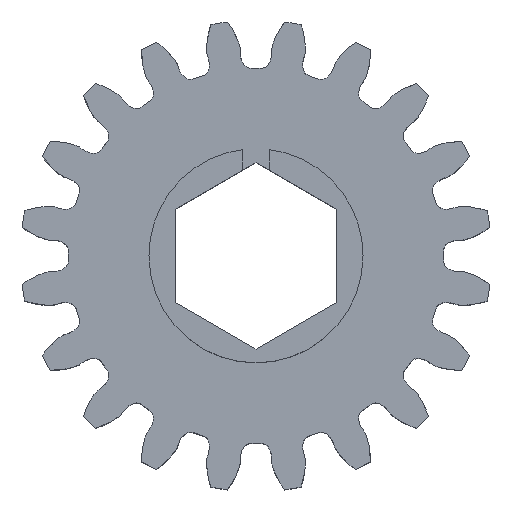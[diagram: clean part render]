
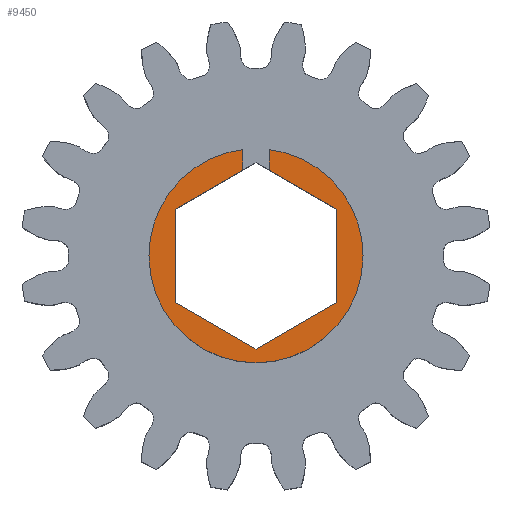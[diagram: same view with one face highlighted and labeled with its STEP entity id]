
A CAD part, top view. The second image highlights one B-rep face of the part: STEP entity #9450.
In plain terms, the highlighted planar face has unit normal (0, 0, 1).
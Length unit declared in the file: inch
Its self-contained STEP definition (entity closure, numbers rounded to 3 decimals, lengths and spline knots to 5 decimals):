
#136 = CARTESIAN_POINT ( 'NONE',  ( 0.1885, -0.10883, 0.249 ) ) ;
#183 = ORIENTED_EDGE ( 'NONE', *, *, #5731, .F. ) ;
#481 = DIRECTION ( 'NONE',  ( 0., 0., -1. ) ) ;
#608 = LINE ( 'NONE', #5551, #2654 ) ;
#645 = VECTOR ( 'NONE', #10501, 39.37008 ) ;
#799 = CIRCLE ( 'NONE', #10535, 0.25 ) ;
#1025 = DIRECTION ( 'NONE',  ( -1., 0., 0. ) ) ;
#1079 = DIRECTION ( 'NONE',  ( 0., 0., -1. ) ) ;
#1179 = VERTEX_POINT ( 'NONE', #1279 ) ;
#1279 = CARTESIAN_POINT ( 'NONE',  ( 0.1885, -0.10883, 0.249 ) ) ;
#1396 = VERTEX_POINT ( 'NONE', #5880 ) ;
#1685 = EDGE_LOOP ( 'NONE', ( #4492, #3228, #3081, #2584, #183, #9874, #10360, #2574, #1827, #7311, #9046 ) ) ;
#1827 = ORIENTED_EDGE ( 'NONE', *, *, #8182, .F. ) ;
#1951 = DIRECTION ( 'NONE',  ( 0., -1., 0. ) ) ;
#2212 = CIRCLE ( 'NONE', #7763, 0.25 ) ;
#2294 = LINE ( 'NONE', #3060, #5438 ) ;
#2453 = LINE ( 'NONE', #4083, #2549 ) ;
#2461 = DIRECTION ( 'NONE',  ( 0., 0., -1. ) ) ;
#2549 = VECTOR ( 'NONE', #4187, 39.37008 ) ;
#2574 = ORIENTED_EDGE ( 'NONE', *, *, #4190, .F. ) ;
#2584 = ORIENTED_EDGE ( 'NONE', *, *, #9491, .F. ) ;
#2597 = EDGE_CURVE ( 'NONE', #8223, #8632, #799, .T. ) ;
#2654 = VECTOR ( 'NONE', #3110, 39.37008 ) ;
#2918 = CARTESIAN_POINT ( 'NONE',  ( -0.1885, 0.10883, 0.249 ) ) ;
#2954 = LINE ( 'NONE', #6272, #6313 ) ;
#3032 = CARTESIAN_POINT ( 'NONE',  ( 0., -0.21766, 0.249 ) ) ;
#3060 = CARTESIAN_POINT ( 'NONE',  ( -0.1885, 0.10883, 0.249 ) ) ;
#3081 = ORIENTED_EDGE ( 'NONE', *, *, #2597, .F. ) ;
#3110 = DIRECTION ( 'NONE',  ( 0.866, -0.5, 0. ) ) ;
#3228 = ORIENTED_EDGE ( 'NONE', *, *, #6267, .F. ) ;
#3306 = CARTESIAN_POINT ( 'NONE',  ( -0.03125, 0.19962, 0.249 ) ) ;
#3463 = CARTESIAN_POINT ( 'NONE',  ( -0.25, 0., 0.249 ) ) ;
#3825 = DIRECTION ( 'NONE',  ( -0.866, -0.5, 0. ) ) ;
#3848 = LINE ( 'NONE', #8839, #9840 ) ;
#3990 = CARTESIAN_POINT ( 'NONE',  ( 0., 0., 0.249 ) ) ;
#4083 = CARTESIAN_POINT ( 'NONE',  ( 0.03125, 0.12378, 0.249 ) ) ;
#4160 = LINE ( 'NONE', #136, #8967 ) ;
#4172 = FACE_OUTER_BOUND ( 'NONE', #1685, .T. ) ;
#4187 = DIRECTION ( 'NONE',  ( 0., 1., 0. ) ) ;
#4190 = EDGE_CURVE ( 'NONE', #8833, #1179, #3848, .T. ) ;
#4492 = ORIENTED_EDGE ( 'NONE', *, *, #8367, .F. ) ;
#4650 = VERTEX_POINT ( 'NONE', #3306 ) ;
#4740 = DIRECTION ( 'NONE',  ( 0., -1., 0. ) ) ;
#4950 = EDGE_CURVE ( 'NONE', #1396, #7051, #6218, .T. ) ;
#5040 = CARTESIAN_POINT ( 'NONE',  ( 0., 0., 0.249 ) ) ;
#5201 = EDGE_CURVE ( 'NONE', #1179, #1396, #4160, .T. ) ;
#5438 = VECTOR ( 'NONE', #4740, 39.37008 ) ;
#5502 = CARTESIAN_POINT ( 'NONE',  ( 0.1885, 0.10883, 0.249 ) ) ;
#5551 = CARTESIAN_POINT ( 'NONE',  ( -0.1885, -0.10883, 0.249 ) ) ;
#5731 = EDGE_CURVE ( 'NONE', #7051, #7913, #2453, .T. ) ;
#5807 = CARTESIAN_POINT ( 'NONE',  ( 0., 0., 0.249 ) ) ;
#5880 = CARTESIAN_POINT ( 'NONE',  ( 0.1885, 0.10883, 0.249 ) ) ;
#5963 = CIRCLE ( 'NONE', #7350, 0.25 ) ;
#6019 = CARTESIAN_POINT ( 'NONE',  ( 0.03125, 0.24804, 0.249 ) ) ;
#6218 = LINE ( 'NONE', #5502, #645 ) ;
#6223 = CARTESIAN_POINT ( 'NONE',  ( -0.03125, 0.24804, 0.249 ) ) ;
#6253 = VERTEX_POINT ( 'NONE', #7766 ) ;
#6267 = EDGE_CURVE ( 'NONE', #8632, #7483, #2212, .T. ) ;
#6272 = CARTESIAN_POINT ( 'NONE',  ( 0., 0.21766, 0.249 ) ) ;
#6313 = VECTOR ( 'NONE', #3825, 39.37008 ) ;
#6763 = VERTEX_POINT ( 'NONE', #2918 ) ;
#7010 = AXIS2_PLACEMENT_3D ( 'NONE', #5807, #10035, #7492 ) ;
#7051 = VERTEX_POINT ( 'NONE', #10167 ) ;
#7116 = DIRECTION ( 'NONE',  ( -1., 0., 0. ) ) ;
#7311 = ORIENTED_EDGE ( 'NONE', *, *, #10447, .F. ) ;
#7350 = AXIS2_PLACEMENT_3D ( 'NONE', #8137, #481, #7116 ) ;
#7483 = VERTEX_POINT ( 'NONE', #6223 ) ;
#7492 = DIRECTION ( 'NONE',  ( 1., 0., 0. ) ) ;
#7714 = CARTESIAN_POINT ( 'NONE',  ( -0.03125, 0.12378, 0.249 ) ) ;
#7763 = AXIS2_PLACEMENT_3D ( 'NONE', #5040, #1079, #1025 ) ;
#7766 = CARTESIAN_POINT ( 'NONE',  ( -0.1885, -0.10883, 0.249 ) ) ;
#7913 = VERTEX_POINT ( 'NONE', #6019 ) ;
#7979 = DIRECTION ( 'NONE',  ( 0.866, 0.5, 0. ) ) ;
#8137 = CARTESIAN_POINT ( 'NONE',  ( 0., 0., 0.249 ) ) ;
#8182 = EDGE_CURVE ( 'NONE', #6253, #8833, #608, .T. ) ;
#8223 = VERTEX_POINT ( 'NONE', #10498 ) ;
#8367 = EDGE_CURVE ( 'NONE', #7483, #4650, #9455, .T. ) ;
#8462 = PLANE ( 'NONE',  #7010 ) ;
#8632 = VERTEX_POINT ( 'NONE', #3463 ) ;
#8833 = VERTEX_POINT ( 'NONE', #3032 ) ;
#8839 = CARTESIAN_POINT ( 'NONE',  ( 0., -0.21766, 0.249 ) ) ;
#8967 = VECTOR ( 'NONE', #9103, 39.37008 ) ;
#9046 = ORIENTED_EDGE ( 'NONE', *, *, #10386, .F. ) ;
#9103 = DIRECTION ( 'NONE',  ( 0., 1., 0. ) ) ;
#9140 = DIRECTION ( 'NONE',  ( -1., 0., 0. ) ) ;
#9431 = VECTOR ( 'NONE', #1951, 39.37008 ) ;
#9450 = ADVANCED_FACE ( 'NONE', ( #4172 ), #8462, .T. ) ;
#9455 = LINE ( 'NONE', #7714, #9431 ) ;
#9491 = EDGE_CURVE ( 'NONE', #7913, #8223, #5963, .T. ) ;
#9840 = VECTOR ( 'NONE', #7979, 39.37008 ) ;
#9874 = ORIENTED_EDGE ( 'NONE', *, *, #4950, .F. ) ;
#10035 = DIRECTION ( 'NONE',  ( 0., 0., 1. ) ) ;
#10167 = CARTESIAN_POINT ( 'NONE',  ( 0.03125, 0.19962, 0.249 ) ) ;
#10360 = ORIENTED_EDGE ( 'NONE', *, *, #5201, .F. ) ;
#10386 = EDGE_CURVE ( 'NONE', #4650, #6763, #2954, .T. ) ;
#10447 = EDGE_CURVE ( 'NONE', #6763, #6253, #2294, .T. ) ;
#10498 = CARTESIAN_POINT ( 'NONE',  ( 0.25, 0., 0.249 ) ) ;
#10501 = DIRECTION ( 'NONE',  ( -0.866, 0.5, 0. ) ) ;
#10535 = AXIS2_PLACEMENT_3D ( 'NONE', #3990, #2461, #9140 ) ;
